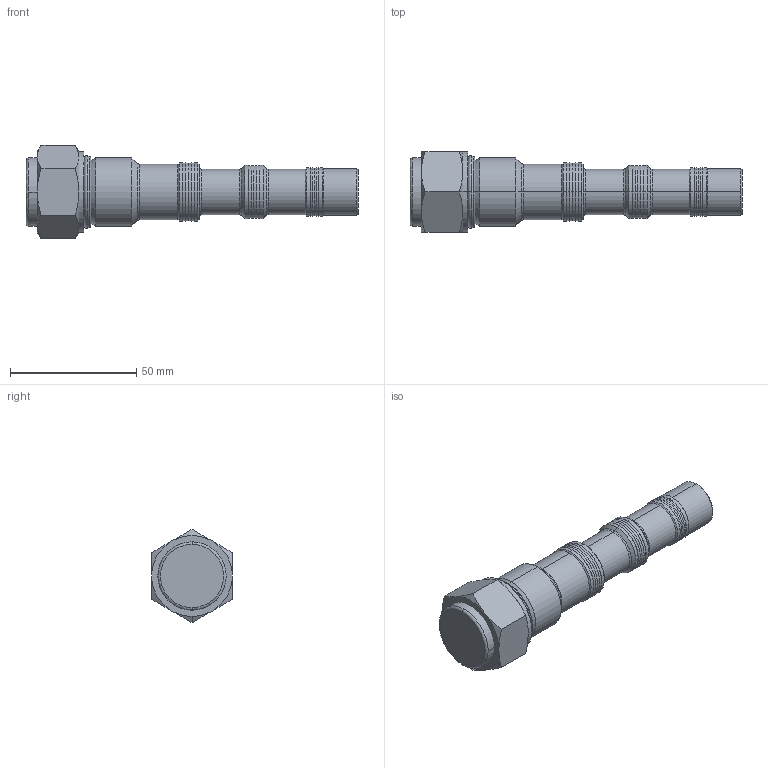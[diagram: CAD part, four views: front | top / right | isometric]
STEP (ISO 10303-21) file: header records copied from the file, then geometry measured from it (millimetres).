
FILE_DESCRIPTION (( 'STEP AP214' ), '1' );
FILE_NAME ('602.027V_Kunde.STEP', '2017-03-15T09:30:36', ( 'User' ), ( '' ), 'SwSTEP 2.0', 'SolidWorks 2016', '' );
FILE_SCHEMA (( 'AUTOMOTIVE_DESIGN' ));
Length unit declared in the file: millimetre
Products named in the file (1): 602.027V_Kunde
Bounding box: 131.4 x 32 x 36.95 mm (x, y, z)
Volume: 57412.6 mm3; surface area: 12240.9 mm2
Topology: 2 solids, 2 shells, 138 faces, 281 edges, 157 vertices
Faces by surface type: cone 50, cylinder 36, torus 22, plane 20, bspline 10
Entity records: 4144 total; most frequent: CARTESIAN_POINT 821, DIRECTION 680, ORIENTED_EDGE 562, AXIS2_PLACEMENT_3D 296, EDGE_CURVE 281, CIRCLE 167, VERTEX_POINT 157, EDGE_LOOP 150
